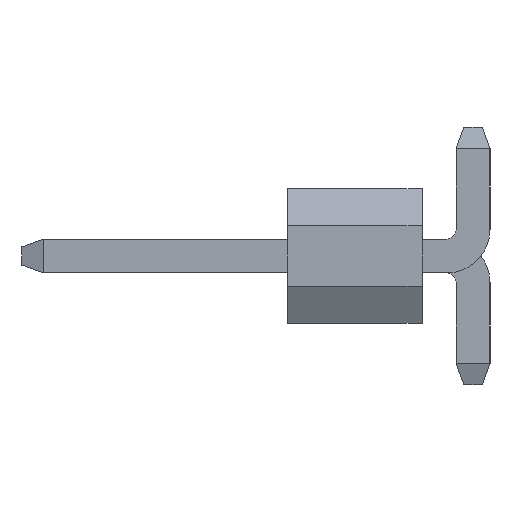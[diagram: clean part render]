
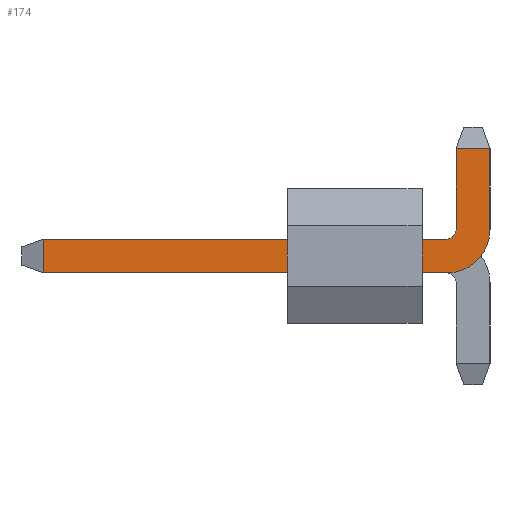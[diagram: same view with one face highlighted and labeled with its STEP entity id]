
A CAD part, left-side view. The second image highlights one B-rep face of the part: STEP entity #174.
In plain terms, the highlighted face is planar.
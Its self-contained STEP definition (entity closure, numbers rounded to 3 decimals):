
#1 = DIRECTION ( 'NONE',  ( 0., 0., 1. ) ) ;
#10 = LINE ( 'NONE', #875, #1012 ) ;
#45 = VECTOR ( 'NONE', #1289, 1000. ) ;
#97 = CARTESIAN_POINT ( 'NONE',  ( 0.32, -4.86, 1.924 ) ) ;
#129 = EDGE_CURVE ( 'NONE', #827, #1000, #563, .T. ) ;
#133 = CARTESIAN_POINT ( 'NONE',  ( 0.32, -4.86, 2.744 ) ) ;
#158 = AXIS2_PLACEMENT_3D ( 'NONE', #362, #426, #1323 ) ;
#161 = VERTEX_POINT ( 'NONE', #133 ) ;
#174 = ADVANCED_FACE ( 'NONE', ( #258 ), #572, .F. ) ;
#206 = EDGE_CURVE ( 'NONE', #1245, #827, #1248, .T. ) ;
#207 = CIRCLE ( 'NONE', #158, 0.82 ) ;
#234 = DIRECTION ( 'NONE',  ( -1., 0., 0. ) ) ;
#258 = FACE_OUTER_BOUND ( 'NONE', #483, .T. ) ;
#292 = VECTOR ( 'NONE', #1163, 1000. ) ;
#294 = VECTOR ( 'NONE', #1, 1000. ) ;
#295 = CARTESIAN_POINT ( 'NONE',  ( 0.32, -4.86, 2.104 ) ) ;
#304 = CARTESIAN_POINT ( 'NONE',  ( 0.32, -5.04, 1.924 ) ) ;
#347 = ORIENTED_EDGE ( 'NONE', *, *, #979, .T. ) ;
#362 = CARTESIAN_POINT ( 'NONE',  ( 0.32, -4.86, 1.924 ) ) ;
#390 = VERTEX_POINT ( 'NONE', #874 ) ;
#404 = AXIS2_PLACEMENT_3D ( 'NONE', #1103, #996, #477 ) ;
#426 = DIRECTION ( 'NONE',  ( -1., 0., 0. ) ) ;
#431 = ORIENTED_EDGE ( 'NONE', *, *, #881, .T. ) ;
#464 = VERTEX_POINT ( 'NONE', #816 ) ;
#477 = DIRECTION ( 'NONE',  ( 0., -1., 0. ) ) ;
#483 = EDGE_LOOP ( 'NONE', ( #966, #347, #916, #431, #614, #891, #901, #1198 ) ) ;
#490 = AXIS2_PLACEMENT_3D ( 'NONE', #97, #234, #652 ) ;
#505 = DIRECTION ( 'NONE',  ( 0., 1., 0. ) ) ;
#563 = LINE ( 'NONE', #584, #294 ) ;
#572 = PLANE ( 'NONE',  #404 ) ;
#579 = VECTOR ( 'NONE', #736, 1000. ) ;
#584 = CARTESIAN_POINT ( 'NONE',  ( 0.32, 2.74, 1.924 ) ) ;
#588 = CARTESIAN_POINT ( 'NONE',  ( 0.32, -5.68, 1.924 ) ) ;
#614 = ORIENTED_EDGE ( 'NONE', *, *, #206, .T. ) ;
#652 = DIRECTION ( 'NONE',  ( 0., 0., 1. ) ) ;
#665 = LINE ( 'NONE', #588, #579 ) ;
#692 = LINE ( 'NONE', #304, #292 ) ;
#736 = DIRECTION ( 'NONE',  ( 0., 0., -1. ) ) ;
#743 = CARTESIAN_POINT ( 'NONE',  ( 0.32, -5.68, 0.4 ) ) ;
#776 = EDGE_CURVE ( 'NONE', #1348, #464, #692, .T. ) ;
#816 = CARTESIAN_POINT ( 'NONE',  ( 0.32, -5.04, 0.4 ) ) ;
#827 = VERTEX_POINT ( 'NONE', #1373 ) ;
#845 = VERTEX_POINT ( 'NONE', #743 ) ;
#874 = CARTESIAN_POINT ( 'NONE',  ( 0.32, -5.68, 1.924 ) ) ;
#875 = CARTESIAN_POINT ( 'NONE',  ( 0.32, -4.86, 2.744 ) ) ;
#881 = EDGE_CURVE ( 'NONE', #1348, #1245, #1382, .T. ) ;
#891 = ORIENTED_EDGE ( 'NONE', *, *, #129, .T. ) ;
#901 = ORIENTED_EDGE ( 'NONE', *, *, #954, .F. ) ;
#916 = ORIENTED_EDGE ( 'NONE', *, *, #776, .F. ) ;
#954 = EDGE_CURVE ( 'NONE', #161, #1000, #10, .T. ) ;
#966 = ORIENTED_EDGE ( 'NONE', *, *, #1214, .T. ) ;
#979 = EDGE_CURVE ( 'NONE', #845, #464, #1143, .T. ) ;
#984 = CARTESIAN_POINT ( 'NONE',  ( 0.32, 2.74, 2.744 ) ) ;
#996 = DIRECTION ( 'NONE',  ( -1., 0., 0. ) ) ;
#1000 = VERTEX_POINT ( 'NONE', #984 ) ;
#1012 = VECTOR ( 'NONE', #1178, 1000. ) ;
#1035 = VECTOR ( 'NONE', #505, 1000. ) ;
#1054 = EDGE_CURVE ( 'NONE', #390, #161, #207, .T. ) ;
#1078 = CARTESIAN_POINT ( 'NONE',  ( 0.32, -5.04, 0.4 ) ) ;
#1103 = CARTESIAN_POINT ( 'NONE',  ( 0.32, -5.04, 1.924 ) ) ;
#1120 = CARTESIAN_POINT ( 'NONE',  ( 0.32, -4.86, 2.104 ) ) ;
#1143 = LINE ( 'NONE', #1078, #45 ) ;
#1163 = DIRECTION ( 'NONE',  ( 0., 0., -1. ) ) ;
#1178 = DIRECTION ( 'NONE',  ( 0., 1., 0. ) ) ;
#1198 = ORIENTED_EDGE ( 'NONE', *, *, #1054, .F. ) ;
#1214 = EDGE_CURVE ( 'NONE', #390, #845, #665, .T. ) ;
#1245 = VERTEX_POINT ( 'NONE', #295 ) ;
#1248 = LINE ( 'NONE', #1120, #1035 ) ;
#1289 = DIRECTION ( 'NONE',  ( 0., 1., 0. ) ) ;
#1323 = DIRECTION ( 'NONE',  ( 0., 0., 1. ) ) ;
#1348 = VERTEX_POINT ( 'NONE', #1387 ) ;
#1373 = CARTESIAN_POINT ( 'NONE',  ( 0.32, 2.74, 2.104 ) ) ;
#1382 = CIRCLE ( 'NONE', #490, 0.18 ) ;
#1387 = CARTESIAN_POINT ( 'NONE',  ( 0.32, -5.04, 1.924 ) ) ;
